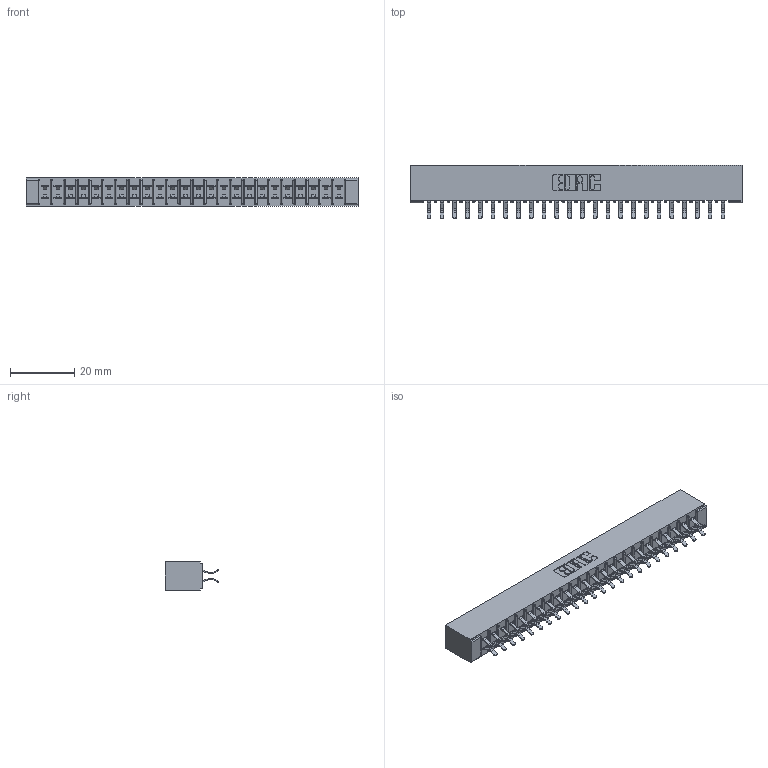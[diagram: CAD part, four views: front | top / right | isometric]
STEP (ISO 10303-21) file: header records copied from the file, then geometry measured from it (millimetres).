
FILE_DESCRIPTION (( 'STEP AP203' ), '1' );
FILE_NAME ('355-048-556-501.STEP', '2019-09-11T15:31:06', ( '' ), ( '' ), 'SwSTEP 2.0', 'SolidWorks 2016', '' );
FILE_SCHEMA (( 'CONFIG_CONTROL_DESIGN' ));
Length unit declared in the file: inch
Products named in the file (3): 305 Part_No Mounting; 355-048-556-501; 305-290-001_556
Assembly tree (49 placements, depth 2):
  355-048-556-501
    305 Part_No Mounting
    305-290-001_556  x48
Bounding box: 102.97 x 16.64 x 8.71 mm (x, y, z)
Volume: 6303.8 mm3; surface area: 13349.6 mm2
Topology: 49 solids, 49 shells, 2796 faces, 8044 edges, 5232 vertices
Faces by surface type: plane 1552, cylinder 1148, sphere 96
Entity records: 28121 total; most frequent: CARTESIAN_POINT 4654, ORIENTED_EDGE 4616, DIRECTION 4518, EDGE_CURVE 2308, VECTOR 1846, LINE 1846, VERTEX_POINT 1472, AXIS2_PLACEMENT_3D 1336
